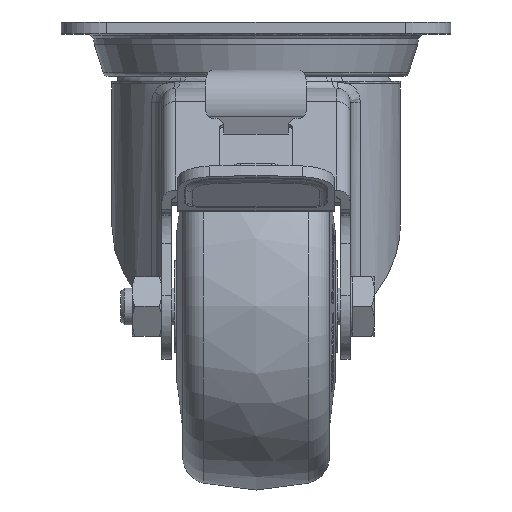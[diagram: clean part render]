
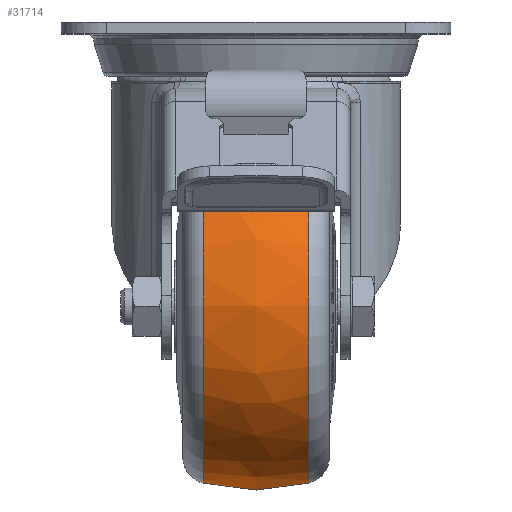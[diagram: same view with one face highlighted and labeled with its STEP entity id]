
A CAD part, top view. The second image highlights one B-rep face of the part: STEP entity #31714.
In plain terms, the highlighted free-form (B-spline) face has degree [2, 2] with [3, 9] control points.
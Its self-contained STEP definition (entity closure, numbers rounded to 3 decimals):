
#8222=(
BOUNDED_CURVE()
B_SPLINE_CURVE(2,(#43630,#43631,#43632),.UNSPECIFIED.,.F.,.F.)
B_SPLINE_CURVE_WITH_KNOTS((3,3),(-0.259,0.259),
 .UNSPECIFIED.)
CURVE()
GEOMETRIC_REPRESENTATION_ITEM()
RATIONAL_B_SPLINE_CURVE((1.,0.967,1.))
REPRESENTATION_ITEM('')
);
#8332=(
BOUNDED_SURFACE()
B_SPLINE_SURFACE(2,2,((#43602,#43603,#43604,#43605,#43606,#43607,#43608,
#43609,#43610),(#43611,#43612,#43613,#43614,#43615,#43616,#43617,#43618,
#43619),(#43620,#43621,#43622,#43623,#43624,#43625,#43626,#43627,#43628)),
 .UNSPECIFIED.,.F.,.T.,.F.)
B_SPLINE_SURFACE_WITH_KNOTS((3,3),(3,2,2,2,3),(-0.259,0.259),
(-3.142,-1.571,0.,1.571,3.142),
 .UNSPECIFIED.)
GEOMETRIC_REPRESENTATION_ITEM()
RATIONAL_B_SPLINE_SURFACE(((1.,0.707,1.,0.707,1.,
0.707,1.,0.707,1.),(0.967,0.683,
0.967,0.683,0.967,0.683,
0.967,0.683,0.967),(1.,0.707,
1.,0.707,1.,0.707,1.,0.707,1.)))
REPRESENTATION_ITEM('')
SURFACE()
);
#8632=FACE_OUTER_BOUND('',#10502,.T.);
#10502=EDGE_LOOP('',(#21615,#21616,#21617,#21618,#21619,#21620));
#12569=CIRCLE('',#33597,38.496);
#12570=CIRCLE('',#33598,38.496);
#12572=CIRCLE('',#33600,38.496);
#12573=CIRCLE('',#33601,38.496);
#13439=VERTEX_POINT('',#43596);
#13440=VERTEX_POINT('',#43597);
#13442=VERTEX_POINT('',#43629);
#13443=VERTEX_POINT('',#43633);
#16688=EDGE_CURVE('',#13439,#13440,#12569,.T.);
#16689=EDGE_CURVE('',#13440,#13439,#12570,.T.);
#16691=EDGE_CURVE('',#13440,#13442,#8222,.T.);
#16692=EDGE_CURVE('',#13442,#13443,#12572,.T.);
#16693=EDGE_CURVE('',#13443,#13442,#12573,.T.);
#21615=ORIENTED_EDGE('',*,*,#16688,.F.);
#21616=ORIENTED_EDGE('',*,*,#16689,.F.);
#21617=ORIENTED_EDGE('',*,*,#16691,.T.);
#21618=ORIENTED_EDGE('',*,*,#16692,.T.);
#21619=ORIENTED_EDGE('',*,*,#16693,.T.);
#21620=ORIENTED_EDGE('',*,*,#16691,.F.);
#31714=ADVANCED_FACE('',(#8632),#8332,.F.);
#33597=AXIS2_PLACEMENT_3D('',#43598,#36033,#36034);
#33598=AXIS2_PLACEMENT_3D('',#43599,#36035,#36036);
#33600=AXIS2_PLACEMENT_3D('',#43634,#36039,#36040);
#33601=AXIS2_PLACEMENT_3D('',#43635,#36041,#36042);
#36033=DIRECTION('center_axis',(-1.,0.,0.));
#36034=DIRECTION('ref_axis',(0.,0.,1.));
#36035=DIRECTION('center_axis',(-1.,0.,0.));
#36036=DIRECTION('ref_axis',(0.,0.,1.));
#36039=DIRECTION('center_axis',(-1.,0.,0.));
#36040=DIRECTION('ref_axis',(0.,0.,1.));
#36041=DIRECTION('center_axis',(-1.,0.,0.));
#36042=DIRECTION('ref_axis',(0.,0.,1.));
#43596=CARTESIAN_POINT('',(-11.538,-62.,76.496));
#43597=CARTESIAN_POINT('',(-11.538,-62.,-0.496));
#43598=CARTESIAN_POINT('Origin',(-11.538,-62.,38.));
#43599=CARTESIAN_POINT('Origin',(-11.538,-62.,38.));
#43602=CARTESIAN_POINT('Ctrl Pts',(11.538,-62.,-0.496));
#43603=CARTESIAN_POINT('Ctrl Pts',(11.538,-100.496,-0.496));
#43604=CARTESIAN_POINT('Ctrl Pts',(11.538,-100.496,38.));
#43605=CARTESIAN_POINT('Ctrl Pts',(11.538,-100.496,76.496));
#43606=CARTESIAN_POINT('Ctrl Pts',(11.538,-62.,76.496));
#43607=CARTESIAN_POINT('Ctrl Pts',(11.538,-23.504,76.496));
#43608=CARTESIAN_POINT('Ctrl Pts',(11.538,-23.504,38.));
#43609=CARTESIAN_POINT('Ctrl Pts',(11.538,-23.504,-0.496));
#43610=CARTESIAN_POINT('Ctrl Pts',(11.538,-62.,-0.496));
#43611=CARTESIAN_POINT('Ctrl Pts',(0.,-62.,-3.556));
#43612=CARTESIAN_POINT('Ctrl Pts',(0.,-103.556,-3.556));
#43613=CARTESIAN_POINT('Ctrl Pts',(0.,-103.556,38.));
#43614=CARTESIAN_POINT('Ctrl Pts',(0.,-103.556,79.556));
#43615=CARTESIAN_POINT('Ctrl Pts',(0.,-62.,79.556));
#43616=CARTESIAN_POINT('Ctrl Pts',(0.,-20.444,79.556));
#43617=CARTESIAN_POINT('Ctrl Pts',(0.,-20.444,38.));
#43618=CARTESIAN_POINT('Ctrl Pts',(0.,-20.444,-3.556));
#43619=CARTESIAN_POINT('Ctrl Pts',(0.,-62.,-3.556));
#43620=CARTESIAN_POINT('Ctrl Pts',(-11.538,-62.,-0.496));
#43621=CARTESIAN_POINT('Ctrl Pts',(-11.538,-100.496,
-0.496));
#43622=CARTESIAN_POINT('Ctrl Pts',(-11.538,-100.496,
38.));
#43623=CARTESIAN_POINT('Ctrl Pts',(-11.538,-100.496,
76.496));
#43624=CARTESIAN_POINT('Ctrl Pts',(-11.538,-62.,76.496));
#43625=CARTESIAN_POINT('Ctrl Pts',(-11.538,-23.504,
76.496));
#43626=CARTESIAN_POINT('Ctrl Pts',(-11.538,-23.504,
38.));
#43627=CARTESIAN_POINT('Ctrl Pts',(-11.538,-23.504,
-0.496));
#43628=CARTESIAN_POINT('Ctrl Pts',(-11.538,-62.,-0.496));
#43629=CARTESIAN_POINT('',(11.538,-62.,-0.496));
#43630=CARTESIAN_POINT('Ctrl Pts',(-11.538,-62.,-0.496));
#43631=CARTESIAN_POINT('Ctrl Pts',(0.,-62.,-3.556));
#43632=CARTESIAN_POINT('Ctrl Pts',(11.538,-62.,-0.496));
#43633=CARTESIAN_POINT('',(11.538,-62.,76.496));
#43634=CARTESIAN_POINT('Origin',(11.538,-62.,38.));
#43635=CARTESIAN_POINT('Origin',(11.538,-62.,38.));
